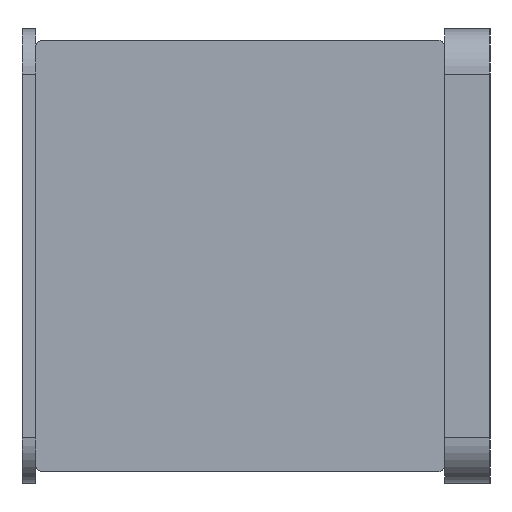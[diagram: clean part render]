
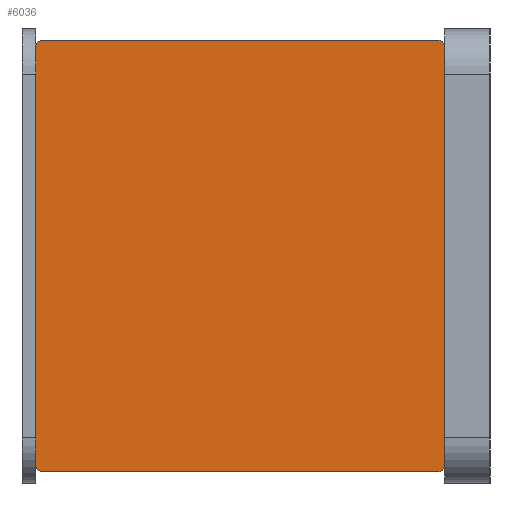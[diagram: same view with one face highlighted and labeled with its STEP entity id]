
A CAD part, left-side view. The second image highlights one B-rep face of the part: STEP entity #6036.
In plain terms, the highlighted planar face has unit normal (-1, 0, 0).
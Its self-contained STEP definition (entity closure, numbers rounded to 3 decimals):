
#322=PLANE('',#6722);
#608=FACE_OUTER_BOUND('',#982,.T.);
#982=EDGE_LOOP('',(#5529,#5530,#5531,#5532,#5533,#5534,#5535,#5536,#5537,
#5538,#5539,#5540,#5541,#5542,#5543,#5544,#5545,#5546,#5547,#5548,#5549,
#5550,#5551,#5552,#5553,#5554,#5555,#5556,#5557,#5558,#5559,#5560));
#1583=LINE('',#10011,#2229);
#1585=LINE('',#10016,#2231);
#1591=LINE('',#10029,#2237);
#1593=LINE('',#10034,#2239);
#1599=LINE('',#10047,#2245);
#1603=LINE('',#10056,#2249);
#1607=LINE('',#10065,#2253);
#1611=LINE('',#10074,#2257);
#1625=LINE('',#10120,#2271);
#1626=LINE('',#10123,#2272);
#1627=LINE('',#10125,#2273);
#1628=LINE('',#10129,#2274);
#1629=LINE('',#10132,#2275);
#1630=LINE('',#10136,#2276);
#1631=LINE('',#10140,#2277);
#1632=LINE('',#10143,#2278);
#1633=LINE('',#10145,#2279);
#1634=LINE('',#10149,#2280);
#1635=LINE('',#10152,#2281);
#1636=LINE('',#10156,#2282);
#2229=VECTOR('',#8263,1000.);
#2231=VECTOR('',#8267,1000.);
#2237=VECTOR('',#8275,1000.);
#2239=VECTOR('',#8279,1000.);
#2245=VECTOR('',#8287,1000.);
#2249=VECTOR('',#8293,1000.);
#2253=VECTOR('',#8299,1000.);
#2257=VECTOR('',#8305,1000.);
#2271=VECTOR('',#8347,1000.);
#2272=VECTOR('',#8350,1000.);
#2273=VECTOR('',#8351,1000.);
#2274=VECTOR('',#8354,1000.);
#2275=VECTOR('',#8357,1000.);
#2276=VECTOR('',#8362,1000.);
#2277=VECTOR('',#8365,1000.);
#2278=VECTOR('',#8368,1000.);
#2279=VECTOR('',#8369,1000.);
#2280=VECTOR('',#8372,1000.);
#2281=VECTOR('',#8375,1000.);
#2282=VECTOR('',#8380,1000.);
#2499=CIRCLE('',#6723,0.5);
#2500=CIRCLE('',#6724,0.5);
#2501=CIRCLE('',#6725,0.5);
#2502=CIRCLE('',#6726,1.5);
#2503=CIRCLE('',#6727,1.5);
#2504=CIRCLE('',#6728,0.5);
#2505=CIRCLE('',#6729,0.5);
#2506=CIRCLE('',#6730,0.5);
#2507=CIRCLE('',#6731,0.5);
#2508=CIRCLE('',#6732,1.5);
#2509=CIRCLE('',#6733,1.5);
#2510=CIRCLE('',#6734,0.5);
#3021=VERTEX_POINT('',#10008);
#3022=VERTEX_POINT('',#10010);
#3023=VERTEX_POINT('',#10014);
#3024=VERTEX_POINT('',#10015);
#3029=VERTEX_POINT('',#10026);
#3030=VERTEX_POINT('',#10028);
#3031=VERTEX_POINT('',#10032);
#3032=VERTEX_POINT('',#10033);
#3037=VERTEX_POINT('',#10044);
#3038=VERTEX_POINT('',#10046);
#3041=VERTEX_POINT('',#10053);
#3042=VERTEX_POINT('',#10055);
#3045=VERTEX_POINT('',#10062);
#3046=VERTEX_POINT('',#10064);
#3049=VERTEX_POINT('',#10071);
#3050=VERTEX_POINT('',#10073);
#3067=VERTEX_POINT('',#10118);
#3068=VERTEX_POINT('',#10119);
#3069=VERTEX_POINT('',#10121);
#3070=VERTEX_POINT('',#10124);
#3071=VERTEX_POINT('',#10126);
#3072=VERTEX_POINT('',#10128);
#3073=VERTEX_POINT('',#10130);
#3074=VERTEX_POINT('',#10135);
#3075=VERTEX_POINT('',#10137);
#3076=VERTEX_POINT('',#10139);
#3077=VERTEX_POINT('',#10141);
#3078=VERTEX_POINT('',#10144);
#3079=VERTEX_POINT('',#10146);
#3080=VERTEX_POINT('',#10148);
#3081=VERTEX_POINT('',#10150);
#3082=VERTEX_POINT('',#10155);
#3847=EDGE_CURVE('',#3021,#3022,#1583,.T.);
#3849=EDGE_CURVE('',#3023,#3024,#1585,.T.);
#3855=EDGE_CURVE('',#3029,#3030,#1591,.T.);
#3857=EDGE_CURVE('',#3031,#3032,#1593,.T.);
#3863=EDGE_CURVE('',#3037,#3038,#1599,.T.);
#3867=EDGE_CURVE('',#3041,#3042,#1603,.T.);
#3871=EDGE_CURVE('',#3045,#3046,#1607,.T.);
#3875=EDGE_CURVE('',#3049,#3050,#1611,.T.);
#3901=EDGE_CURVE('',#3067,#3068,#1625,.T.);
#3902=EDGE_CURVE('',#3067,#3069,#2499,.T.);
#3903=EDGE_CURVE('',#3022,#3069,#1626,.T.);
#3904=EDGE_CURVE('',#3070,#3021,#1627,.T.);
#3905=EDGE_CURVE('',#3070,#3071,#2500,.T.);
#3906=EDGE_CURVE('',#3072,#3071,#1628,.T.);
#3907=EDGE_CURVE('',#3072,#3073,#2501,.T.);
#3908=EDGE_CURVE('',#3042,#3073,#1629,.T.);
#3909=EDGE_CURVE('',#3041,#3038,#2502,.T.);
#3910=EDGE_CURVE('',#3037,#3032,#2503,.T.);
#3911=EDGE_CURVE('',#3074,#3031,#1630,.T.);
#3912=EDGE_CURVE('',#3074,#3075,#2504,.T.);
#3913=EDGE_CURVE('',#3076,#3075,#1631,.T.);
#3914=EDGE_CURVE('',#3076,#3077,#2505,.T.);
#3915=EDGE_CURVE('',#3030,#3077,#1632,.T.);
#3916=EDGE_CURVE('',#3078,#3029,#1633,.T.);
#3917=EDGE_CURVE('',#3078,#3079,#2506,.T.);
#3918=EDGE_CURVE('',#3080,#3079,#1634,.T.);
#3919=EDGE_CURVE('',#3080,#3081,#2507,.T.);
#3920=EDGE_CURVE('',#3050,#3081,#1635,.T.);
#3921=EDGE_CURVE('',#3049,#3046,#2508,.T.);
#3922=EDGE_CURVE('',#3045,#3024,#2509,.T.);
#3923=EDGE_CURVE('',#3082,#3023,#1636,.T.);
#3924=EDGE_CURVE('',#3082,#3068,#2510,.T.);
#5529=ORIENTED_EDGE('',*,*,#3901,.F.);
#5530=ORIENTED_EDGE('',*,*,#3902,.T.);
#5531=ORIENTED_EDGE('',*,*,#3903,.F.);
#5532=ORIENTED_EDGE('',*,*,#3847,.F.);
#5533=ORIENTED_EDGE('',*,*,#3904,.F.);
#5534=ORIENTED_EDGE('',*,*,#3905,.T.);
#5535=ORIENTED_EDGE('',*,*,#3906,.F.);
#5536=ORIENTED_EDGE('',*,*,#3907,.T.);
#5537=ORIENTED_EDGE('',*,*,#3908,.F.);
#5538=ORIENTED_EDGE('',*,*,#3867,.F.);
#5539=ORIENTED_EDGE('',*,*,#3909,.T.);
#5540=ORIENTED_EDGE('',*,*,#3863,.F.);
#5541=ORIENTED_EDGE('',*,*,#3910,.T.);
#5542=ORIENTED_EDGE('',*,*,#3857,.F.);
#5543=ORIENTED_EDGE('',*,*,#3911,.F.);
#5544=ORIENTED_EDGE('',*,*,#3912,.T.);
#5545=ORIENTED_EDGE('',*,*,#3913,.F.);
#5546=ORIENTED_EDGE('',*,*,#3914,.T.);
#5547=ORIENTED_EDGE('',*,*,#3915,.F.);
#5548=ORIENTED_EDGE('',*,*,#3855,.F.);
#5549=ORIENTED_EDGE('',*,*,#3916,.F.);
#5550=ORIENTED_EDGE('',*,*,#3917,.T.);
#5551=ORIENTED_EDGE('',*,*,#3918,.F.);
#5552=ORIENTED_EDGE('',*,*,#3919,.T.);
#5553=ORIENTED_EDGE('',*,*,#3920,.F.);
#5554=ORIENTED_EDGE('',*,*,#3875,.F.);
#5555=ORIENTED_EDGE('',*,*,#3921,.T.);
#5556=ORIENTED_EDGE('',*,*,#3871,.F.);
#5557=ORIENTED_EDGE('',*,*,#3922,.T.);
#5558=ORIENTED_EDGE('',*,*,#3849,.F.);
#5559=ORIENTED_EDGE('',*,*,#3923,.F.);
#5560=ORIENTED_EDGE('',*,*,#3924,.T.);
#6036=ADVANCED_FACE('',(#608),#322,.T.);
#6722=AXIS2_PLACEMENT_3D('',#10117,#8345,#8346);
#6723=AXIS2_PLACEMENT_3D('',#10122,#8348,#8349);
#6724=AXIS2_PLACEMENT_3D('',#10127,#8352,#8353);
#6725=AXIS2_PLACEMENT_3D('',#10131,#8355,#8356);
#6726=AXIS2_PLACEMENT_3D('',#10133,#8358,#8359);
#6727=AXIS2_PLACEMENT_3D('',#10134,#8360,#8361);
#6728=AXIS2_PLACEMENT_3D('',#10138,#8363,#8364);
#6729=AXIS2_PLACEMENT_3D('',#10142,#8366,#8367);
#6730=AXIS2_PLACEMENT_3D('',#10147,#8370,#8371);
#6731=AXIS2_PLACEMENT_3D('',#10151,#8373,#8374);
#6732=AXIS2_PLACEMENT_3D('',#10153,#8376,#8377);
#6733=AXIS2_PLACEMENT_3D('',#10154,#8378,#8379);
#6734=AXIS2_PLACEMENT_3D('',#10157,#8381,#8382);
#8263=DIRECTION('',(0.,0.,-1.));
#8267=DIRECTION('',(0.,0.,-1.));
#8275=DIRECTION('',(0.,0.,1.));
#8279=DIRECTION('',(0.,0.,1.));
#8287=DIRECTION('',(0.,-1.,0.));
#8293=DIRECTION('',(0.,0.,-1.));
#8299=DIRECTION('',(0.,1.,0.));
#8305=DIRECTION('',(0.,0.,1.));
#8345=DIRECTION('center_axis',(-1.,0.,0.));
#8346=DIRECTION('ref_axis',(0.,0.,1.));
#8347=DIRECTION('',(0.,0.,-1.));
#8348=DIRECTION('center_axis',(-1.,0.,0.));
#8349=DIRECTION('ref_axis',(0.,0.,1.));
#8350=DIRECTION('',(0.,-1.,0.));
#8351=DIRECTION('',(0.,1.,0.));
#8352=DIRECTION('center_axis',(-1.,0.,0.));
#8353=DIRECTION('ref_axis',(0.,0.,1.));
#8354=DIRECTION('',(0.,0.,-1.));
#8355=DIRECTION('center_axis',(-1.,0.,0.));
#8356=DIRECTION('ref_axis',(0.,0.,1.));
#8357=DIRECTION('',(0.,-1.,0.));
#8358=DIRECTION('center_axis',(-1.,0.,0.));
#8359=DIRECTION('ref_axis',(0.,0.,1.));
#8360=DIRECTION('center_axis',(-1.,0.,0.));
#8361=DIRECTION('ref_axis',(0.,0.,1.));
#8362=DIRECTION('',(0.,-1.,0.));
#8363=DIRECTION('center_axis',(-1.,0.,0.));
#8364=DIRECTION('ref_axis',(0.,0.,1.));
#8365=DIRECTION('',(0.,0.,1.));
#8366=DIRECTION('center_axis',(-1.,0.,0.));
#8367=DIRECTION('ref_axis',(0.,0.,1.));
#8368=DIRECTION('',(0.,1.,0.));
#8369=DIRECTION('',(0.,-1.,0.));
#8370=DIRECTION('center_axis',(-1.,0.,0.));
#8371=DIRECTION('ref_axis',(0.,0.,1.));
#8372=DIRECTION('',(0.,0.,1.));
#8373=DIRECTION('center_axis',(-1.,0.,0.));
#8374=DIRECTION('ref_axis',(0.,0.,1.));
#8375=DIRECTION('',(0.,1.,0.));
#8376=DIRECTION('center_axis',(-1.,0.,0.));
#8377=DIRECTION('ref_axis',(0.,0.,1.));
#8378=DIRECTION('center_axis',(-1.,0.,0.));
#8379=DIRECTION('ref_axis',(0.,0.,1.));
#8380=DIRECTION('',(0.,1.,0.));
#8381=DIRECTION('center_axis',(-1.,0.,0.));
#8382=DIRECTION('ref_axis',(0.,0.,1.));
#10008=CARTESIAN_POINT('',(0.,0.,-25.));
#10010=CARTESIAN_POINT('',(0.,0.,-70.));
#10011=CARTESIAN_POINT('',(0.,0.,0.));
#10014=CARTESIAN_POINT('',(0.,0.,-85.));
#10015=CARTESIAN_POINT('',(0.,0.,-93.5));
#10016=CARTESIAN_POINT('',(0.,0.,0.));
#10026=CARTESIAN_POINT('',(0.,90.,-70.));
#10028=CARTESIAN_POINT('',(0.,90.,-25.));
#10029=CARTESIAN_POINT('',(0.,90.,0.));
#10032=CARTESIAN_POINT('',(0.,90.,-10.));
#10033=CARTESIAN_POINT('',(0.,90.,-1.5));
#10034=CARTESIAN_POINT('',(0.,90.,0.));
#10044=CARTESIAN_POINT('',(0.,88.5,0.));
#10046=CARTESIAN_POINT('',(0.,1.5,0.));
#10047=CARTESIAN_POINT('',(0.,0.,0.));
#10053=CARTESIAN_POINT('',(0.,0.,-1.5));
#10055=CARTESIAN_POINT('',(0.,0.,-10.));
#10056=CARTESIAN_POINT('',(0.,0.,0.));
#10062=CARTESIAN_POINT('',(0.,1.5,-95.));
#10064=CARTESIAN_POINT('',(0.,88.5,-95.));
#10065=CARTESIAN_POINT('',(0.,0.,-95.));
#10071=CARTESIAN_POINT('',(0.,90.,-93.5));
#10073=CARTESIAN_POINT('',(0.,90.,-85.));
#10074=CARTESIAN_POINT('',(0.,90.,0.));
#10117=CARTESIAN_POINT('Origin',(0.,0.,0.));
#10118=CARTESIAN_POINT('',(0.,-9.,-70.5));
#10119=CARTESIAN_POINT('',(0.,-9.,-84.5));
#10120=CARTESIAN_POINT('',(0.,-9.,-85.));
#10121=CARTESIAN_POINT('',(0.,-8.5,-70.));
#10122=CARTESIAN_POINT('Origin',(0.,-8.5,-70.5));
#10123=CARTESIAN_POINT('',(0.,0.,-70.));
#10124=CARTESIAN_POINT('',(0.,-8.5,-25.));
#10125=CARTESIAN_POINT('',(0.,0.,-25.));
#10126=CARTESIAN_POINT('',(0.,-9.,-24.5));
#10127=CARTESIAN_POINT('Origin',(0.,-8.5,-24.5));
#10128=CARTESIAN_POINT('',(0.,-9.,-10.5));
#10129=CARTESIAN_POINT('',(0.,-9.,-25.));
#10130=CARTESIAN_POINT('',(0.,-8.5,-10.));
#10131=CARTESIAN_POINT('Origin',(0.,-8.5,-10.5));
#10132=CARTESIAN_POINT('',(0.,0.,-10.));
#10133=CARTESIAN_POINT('Origin',(0.,1.5,-1.5));
#10134=CARTESIAN_POINT('Origin',(0.,88.5,-1.5));
#10135=CARTESIAN_POINT('',(0.,92.5,-10.));
#10136=CARTESIAN_POINT('',(0.,90.,-10.));
#10137=CARTESIAN_POINT('',(0.,93.,-10.5));
#10138=CARTESIAN_POINT('Origin',(0.,92.5,-10.5));
#10139=CARTESIAN_POINT('',(0.,93.,-24.5));
#10140=CARTESIAN_POINT('',(0.,93.,-10.));
#10141=CARTESIAN_POINT('',(0.,92.5,-25.));
#10142=CARTESIAN_POINT('Origin',(0.,92.5,-24.5));
#10143=CARTESIAN_POINT('',(0.,90.,-25.));
#10144=CARTESIAN_POINT('',(0.,92.5,-70.));
#10145=CARTESIAN_POINT('',(0.,90.,-70.));
#10146=CARTESIAN_POINT('',(0.,93.,-70.5));
#10147=CARTESIAN_POINT('Origin',(0.,92.5,-70.5));
#10148=CARTESIAN_POINT('',(0.,93.,-84.5));
#10149=CARTESIAN_POINT('',(0.,93.,-70.));
#10150=CARTESIAN_POINT('',(0.,92.5,-85.));
#10151=CARTESIAN_POINT('Origin',(0.,92.5,-84.5));
#10152=CARTESIAN_POINT('',(0.,90.,-85.));
#10153=CARTESIAN_POINT('Origin',(0.,88.5,-93.5));
#10154=CARTESIAN_POINT('Origin',(0.,1.5,-93.5));
#10155=CARTESIAN_POINT('',(0.,-8.5,-85.));
#10156=CARTESIAN_POINT('',(0.,0.,-85.));
#10157=CARTESIAN_POINT('Origin',(0.,-8.5,-84.5));
